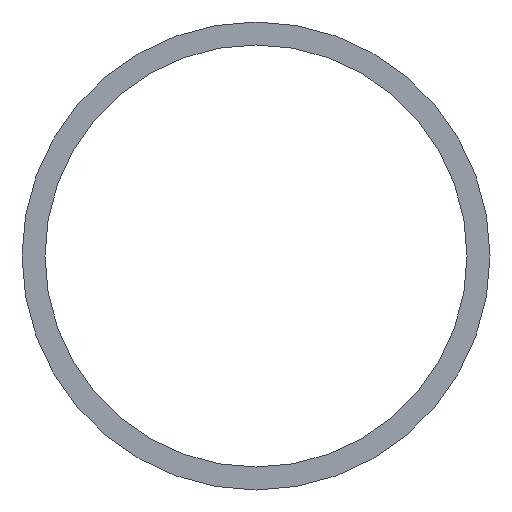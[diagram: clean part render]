
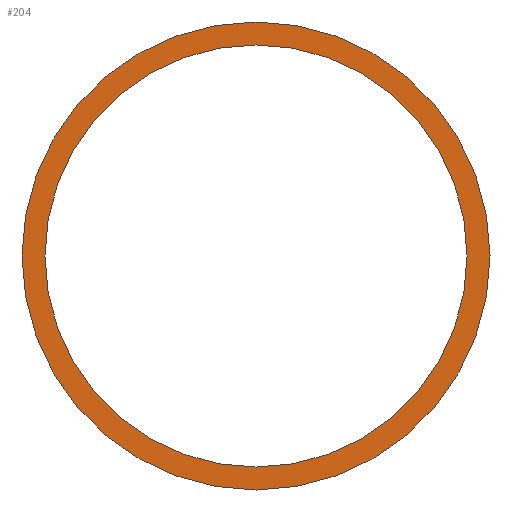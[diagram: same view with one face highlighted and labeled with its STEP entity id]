
A CAD part, front view. The second image highlights one B-rep face of the part: STEP entity #204.
In plain terms, the highlighted planar face has unit normal (0, -1, 0).
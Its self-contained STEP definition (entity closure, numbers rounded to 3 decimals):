
#1 = AXIS2_PLACEMENT_3D ( 'NONE', #205, #114, #165 ) ;
#3 = CARTESIAN_POINT ( 'NONE',  ( 0., -110., 0. ) ) ;
#5 = AXIS2_PLACEMENT_3D ( 'NONE', #104, #176, #45 ) ;
#12 = CIRCLE ( 'NONE', #5, 12.75 ) ;
#17 = EDGE_CURVE ( 'NONE', #123, #137, #76, .T. ) ;
#26 = AXIS2_PLACEMENT_3D ( 'NONE', #3, #87, #72 ) ;
#45 = DIRECTION ( 'NONE',  ( 0., 0., 1. ) ) ;
#53 = CIRCLE ( 'NONE', #244, 11.5 ) ;
#54 = ORIENTED_EDGE ( 'NONE', *, *, #156, .F. ) ;
#67 = DIRECTION ( 'NONE',  ( 0., 1., 0. ) ) ;
#72 = DIRECTION ( 'NONE',  ( 0., 0., 1. ) ) ;
#74 = FACE_OUTER_BOUND ( 'NONE', #134, .T. ) ;
#76 = CIRCLE ( 'NONE', #238, 11.5 ) ;
#87 = DIRECTION ( 'NONE',  ( 0., 1., 0. ) ) ;
#88 = DIRECTION ( 'NONE',  ( 0., 1., 0. ) ) ;
#91 = CARTESIAN_POINT ( 'NONE',  ( 0., -110., 11.5 ) ) ;
#94 = CARTESIAN_POINT ( 'NONE',  ( 0., -110., -12.75 ) ) ;
#98 = PLANE ( 'NONE',  #1 ) ;
#104 = CARTESIAN_POINT ( 'NONE',  ( 0., -110., 0. ) ) ;
#105 = VERTEX_POINT ( 'NONE', #197 ) ;
#114 = DIRECTION ( 'NONE',  ( 0., 1., 0. ) ) ;
#120 = CARTESIAN_POINT ( 'NONE',  ( 0., -110., -11.5 ) ) ;
#123 = VERTEX_POINT ( 'NONE', #120 ) ;
#129 = EDGE_CURVE ( 'NONE', #137, #123, #53, .T. ) ;
#130 = FACE_BOUND ( 'NONE', #175, .T. ) ;
#134 = EDGE_LOOP ( 'NONE', ( #152, #54 ) ) ;
#136 = CIRCLE ( 'NONE', #26, 12.75 ) ;
#137 = VERTEX_POINT ( 'NONE', #91 ) ;
#152 = ORIENTED_EDGE ( 'NONE', *, *, #167, .F. ) ;
#156 = EDGE_CURVE ( 'NONE', #105, #249, #12, .T. ) ;
#160 = CARTESIAN_POINT ( 'NONE',  ( 0., -110., 0. ) ) ;
#165 = DIRECTION ( 'NONE',  ( 0., 0., 1. ) ) ;
#167 = EDGE_CURVE ( 'NONE', #249, #105, #136, .T. ) ;
#175 = EDGE_LOOP ( 'NONE', ( #218, #203 ) ) ;
#176 = DIRECTION ( 'NONE',  ( 0., 1., 0. ) ) ;
#177 = DIRECTION ( 'NONE',  ( 0., 0., 1. ) ) ;
#180 = CARTESIAN_POINT ( 'NONE',  ( 0., -110., 0. ) ) ;
#197 = CARTESIAN_POINT ( 'NONE',  ( 0., -110., 12.75 ) ) ;
#203 = ORIENTED_EDGE ( 'NONE', *, *, #129, .T. ) ;
#204 = ADVANCED_FACE ( 'NONE', ( #74, #130 ), #98, .F. ) ;
#205 = CARTESIAN_POINT ( 'NONE',  ( 0., -110., 0. ) ) ;
#216 = DIRECTION ( 'NONE',  ( 0., 0., 1. ) ) ;
#218 = ORIENTED_EDGE ( 'NONE', *, *, #17, .T. ) ;
#238 = AXIS2_PLACEMENT_3D ( 'NONE', #180, #88, #177 ) ;
#244 = AXIS2_PLACEMENT_3D ( 'NONE', #160, #67, #216 ) ;
#249 = VERTEX_POINT ( 'NONE', #94 ) ;
